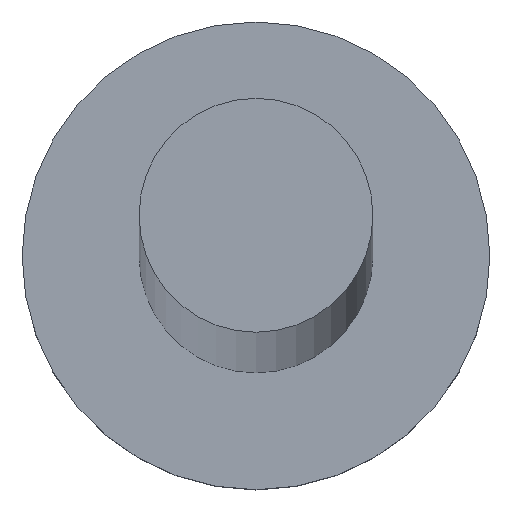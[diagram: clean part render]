
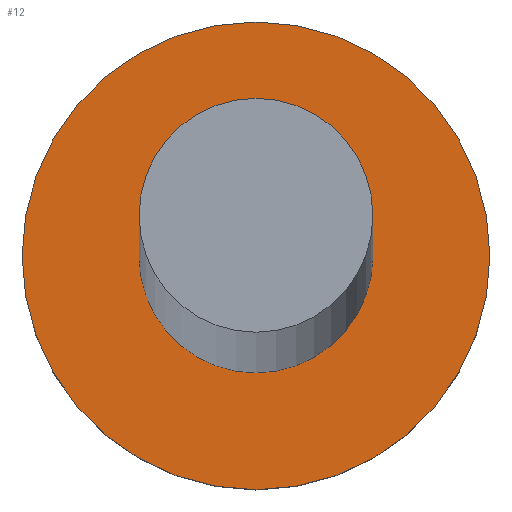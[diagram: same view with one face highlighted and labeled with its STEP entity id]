
A CAD part, top view. The second image highlights one B-rep face of the part: STEP entity #12.
In plain terms, the highlighted planar face has unit normal (0, 0, 1).
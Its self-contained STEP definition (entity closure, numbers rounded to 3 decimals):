
#1 = AXIS2_PLACEMENT_3D ( 'NONE', #193, #144, #31 ) ;
#9 = VERTEX_POINT ( 'NONE', #29 ) ;
#12 = ADVANCED_FACE ( 'NONE', ( #60, #136 ), #43, .T. ) ;
#14 = DIRECTION ( 'NONE',  ( 1., 0., 0. ) ) ;
#17 = AXIS2_PLACEMENT_3D ( 'NONE', #161, #233, #104 ) ;
#29 = CARTESIAN_POINT ( 'NONE',  ( 5., 0., 3. ) ) ;
#31 = DIRECTION ( 'NONE',  ( 1., 0., 0. ) ) ;
#43 = PLANE ( 'NONE',  #159 ) ;
#54 = AXIS2_PLACEMENT_3D ( 'NONE', #147, #164, #171 ) ;
#59 = CIRCLE ( 'NONE', #129, 5. ) ;
#60 = FACE_BOUND ( 'NONE', #97, .T. ) ;
#80 = ORIENTED_EDGE ( 'NONE', *, *, #206, .T. ) ;
#94 = CIRCLE ( 'NONE', #54, 5. ) ;
#97 = EDGE_LOOP ( 'NONE', ( #178, #180 ) ) ;
#101 = DIRECTION ( 'NONE',  ( 1., 0., 0. ) ) ;
#104 = DIRECTION ( 'NONE',  ( 1., 0., 0. ) ) ;
#111 = CIRCLE ( 'NONE', #17, 2.5 ) ;
#117 = EDGE_LOOP ( 'NONE', ( #80, #158 ) ) ;
#118 = CARTESIAN_POINT ( 'NONE',  ( 0., 0., 3. ) ) ;
#120 = VERTEX_POINT ( 'NONE', #213 ) ;
#129 = AXIS2_PLACEMENT_3D ( 'NONE', #212, #214, #14 ) ;
#136 = FACE_OUTER_BOUND ( 'NONE', #117, .T. ) ;
#138 = EDGE_CURVE ( 'NONE', #9, #120, #94, .T. ) ;
#139 = VERTEX_POINT ( 'NONE', #251 ) ;
#144 = DIRECTION ( 'NONE',  ( 0., 0., 1. ) ) ;
#147 = CARTESIAN_POINT ( 'NONE',  ( 0., 0., 3. ) ) ;
#158 = ORIENTED_EDGE ( 'NONE', *, *, #138, .T. ) ;
#159 = AXIS2_PLACEMENT_3D ( 'NONE', #118, #207, #101 ) ;
#161 = CARTESIAN_POINT ( 'NONE',  ( 0., 0., 3. ) ) ;
#164 = DIRECTION ( 'NONE',  ( 0., 0., 1. ) ) ;
#167 = CARTESIAN_POINT ( 'NONE',  ( -2.5, 0., 3. ) ) ;
#171 = DIRECTION ( 'NONE',  ( 1., 0., 0. ) ) ;
#178 = ORIENTED_EDGE ( 'NONE', *, *, #215, .F. ) ;
#180 = ORIENTED_EDGE ( 'NONE', *, *, #236, .F. ) ;
#193 = CARTESIAN_POINT ( 'NONE',  ( 0., 0., 3. ) ) ;
#206 = EDGE_CURVE ( 'NONE', #120, #9, #59, .T. ) ;
#207 = DIRECTION ( 'NONE',  ( 0., 0., 1. ) ) ;
#212 = CARTESIAN_POINT ( 'NONE',  ( 0., 0., 3. ) ) ;
#213 = CARTESIAN_POINT ( 'NONE',  ( -5., 0., 3. ) ) ;
#214 = DIRECTION ( 'NONE',  ( 0., 0., 1. ) ) ;
#215 = EDGE_CURVE ( 'NONE', #244, #139, #111, .T. ) ;
#233 = DIRECTION ( 'NONE',  ( 0., 0., 1. ) ) ;
#235 = CIRCLE ( 'NONE', #1, 2.5 ) ;
#236 = EDGE_CURVE ( 'NONE', #139, #244, #235, .T. ) ;
#244 = VERTEX_POINT ( 'NONE', #167 ) ;
#251 = CARTESIAN_POINT ( 'NONE',  ( 2.5, 0., 3. ) ) ;
